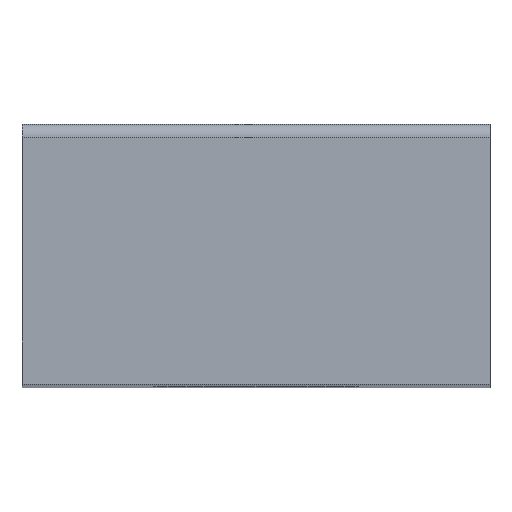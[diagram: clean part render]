
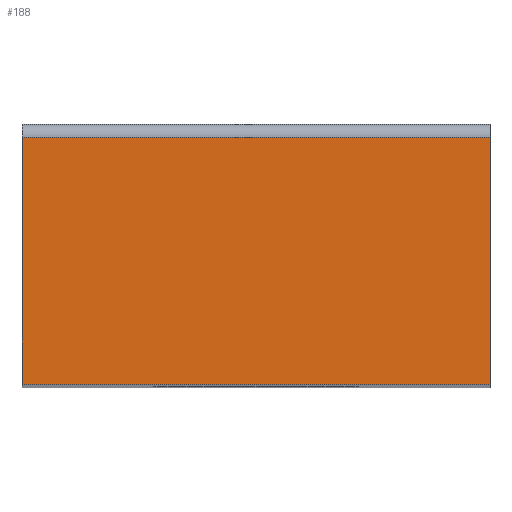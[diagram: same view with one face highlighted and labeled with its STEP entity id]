
A CAD part, top view. The second image highlights one B-rep face of the part: STEP entity #188.
In plain terms, the highlighted planar face has unit normal (0, 0, 1).
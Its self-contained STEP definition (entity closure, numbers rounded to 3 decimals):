
#9 = LINE ( 'NONE', #2599, #554 ) ;
#59 = DIRECTION ( 'NONE',  ( 0., 0., 1. ) ) ;
#62 = DIRECTION ( 'NONE',  ( 0., 1., 0. ) ) ;
#188 = ADVANCED_FACE ( 'NONE', ( #2109 ), #1807, .T. ) ;
#208 = DIRECTION ( 'NONE',  ( -1., 0., 0. ) ) ;
#273 = CARTESIAN_POINT ( 'NONE',  ( 4.5, 0., 20. ) ) ;
#482 = ORIENTED_EDGE ( 'NONE', *, *, #1409, .F. ) ;
#519 = VERTEX_POINT ( 'NONE', #273 ) ;
#554 = VECTOR ( 'NONE', #2580, 1000. ) ;
#566 = AXIS2_PLACEMENT_3D ( 'NONE', #1236, #59, #2040 ) ;
#610 = VERTEX_POINT ( 'NONE', #752 ) ;
#650 = VECTOR ( 'NONE', #62, 1000. ) ;
#664 = DIRECTION ( 'NONE',  ( 0., 1., 0. ) ) ;
#752 = CARTESIAN_POINT ( 'NONE',  ( 4.5, 4.75, 20. ) ) ;
#869 = EDGE_CURVE ( 'NONE', #610, #1501, #1353, .T. ) ;
#880 = VECTOR ( 'NONE', #664, 1000. ) ;
#997 = ORIENTED_EDGE ( 'NONE', *, *, #1037, .F. ) ;
#1037 = EDGE_CURVE ( 'NONE', #519, #2669, #9, .T. ) ;
#1046 = ORIENTED_EDGE ( 'NONE', *, *, #1539, .T. ) ;
#1075 = CARTESIAN_POINT ( 'NONE',  ( 4.5, 4.75, 20. ) ) ;
#1104 = LINE ( 'NONE', #2014, #880 ) ;
#1206 = LINE ( 'NONE', #2111, #650 ) ;
#1236 = CARTESIAN_POINT ( 'NONE',  ( 4.5, 0., 20. ) ) ;
#1266 = VECTOR ( 'NONE', #208, 1000. ) ;
#1353 = LINE ( 'NONE', #1075, #1266 ) ;
#1378 = EDGE_LOOP ( 'NONE', ( #482, #997, #1046, #2480 ) ) ;
#1409 = EDGE_CURVE ( 'NONE', #2669, #1501, #1206, .T. ) ;
#1501 = VERTEX_POINT ( 'NONE', #1533 ) ;
#1533 = CARTESIAN_POINT ( 'NONE',  ( -4.5, 4.75, 20. ) ) ;
#1539 = EDGE_CURVE ( 'NONE', #519, #610, #1104, .T. ) ;
#1807 = PLANE ( 'NONE',  #566 ) ;
#2014 = CARTESIAN_POINT ( 'NONE',  ( 4.5, 0., 20. ) ) ;
#2040 = DIRECTION ( 'NONE',  ( 1., 0., 0. ) ) ;
#2109 = FACE_OUTER_BOUND ( 'NONE', #1378, .T. ) ;
#2111 = CARTESIAN_POINT ( 'NONE',  ( -4.5, 0., 20. ) ) ;
#2321 = CARTESIAN_POINT ( 'NONE',  ( -4.5, 0., 20. ) ) ;
#2480 = ORIENTED_EDGE ( 'NONE', *, *, #869, .T. ) ;
#2580 = DIRECTION ( 'NONE',  ( -1., 0., 0. ) ) ;
#2599 = CARTESIAN_POINT ( 'NONE',  ( 4.5, 0., 20. ) ) ;
#2669 = VERTEX_POINT ( 'NONE', #2321 ) ;
